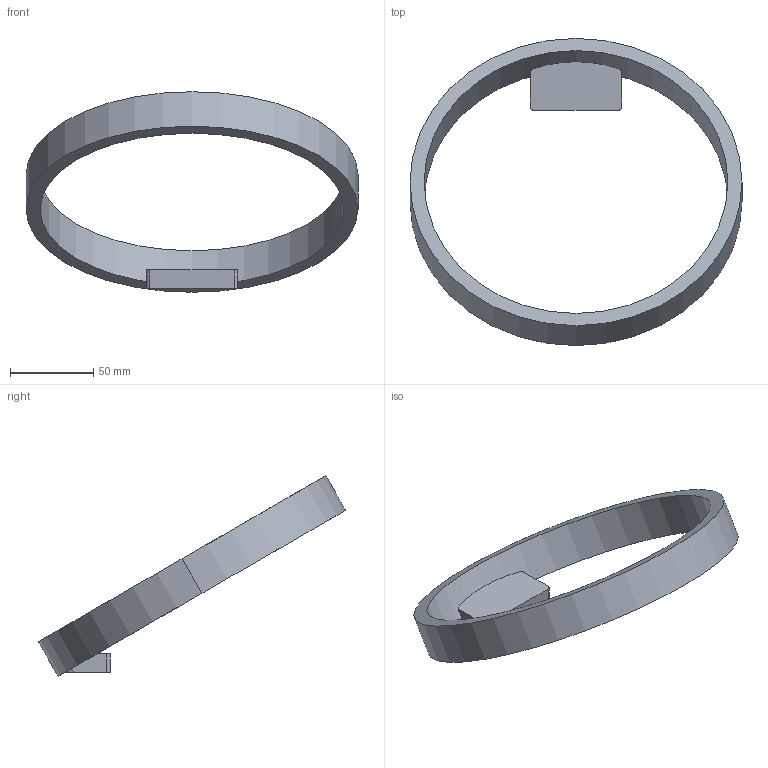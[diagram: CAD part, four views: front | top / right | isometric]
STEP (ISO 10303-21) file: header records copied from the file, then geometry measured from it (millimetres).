
FILE_DESCRIPTION (( 'STEP AP214' ), '1' );
FILE_NAME ('83200811.STEP', '2020-06-29T08:53:59', ( '' ), ( '' ), 'SwSTEP 2.0', 'SolidWorks 2017', '' );
FILE_SCHEMA (( 'AUTOMOTIVE_DESIGN' ));
Length unit declared in the file: millimetre
Products named in the file (3): 83200811; Planungsmodell_Halter-+-08.17.81.500.90-1; Planungsmodell_Handtuchring-+-08.18.81.500.90-1
Assembly tree (2 placements, depth 2):
  83200811
    Planungsmodell_Halter-+-08.17.81.500.90-1
    Planungsmodell_Handtuchring-+-08.18.81.500.90-1
Bounding box: 200 x 185.21 x 120.78 mm (x, y, z)
Volume: 140153.9 mm3; surface area: 44259.5 mm2
Topology: 2 solids, 2 shells, 22 faces, 54 edges, 36 vertices
Faces by surface type: cylinder 14, plane 8
Entity records: 772 total; most frequent: CARTESIAN_POINT 141, DIRECTION 120, ORIENTED_EDGE 108, EDGE_CURVE 54, AXIS2_PLACEMENT_3D 47, VERTEX_POINT 36, VECTOR 26, LINE 26
